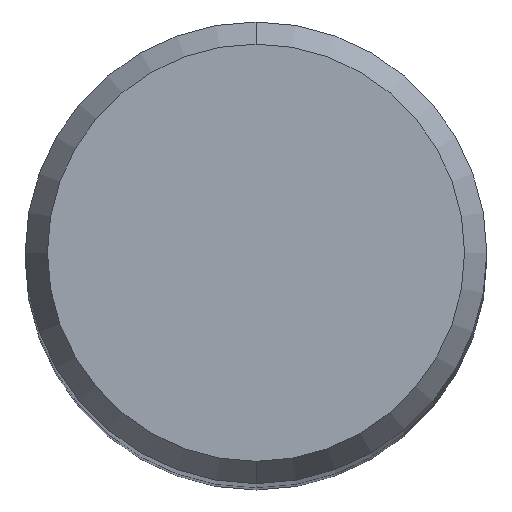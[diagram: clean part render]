
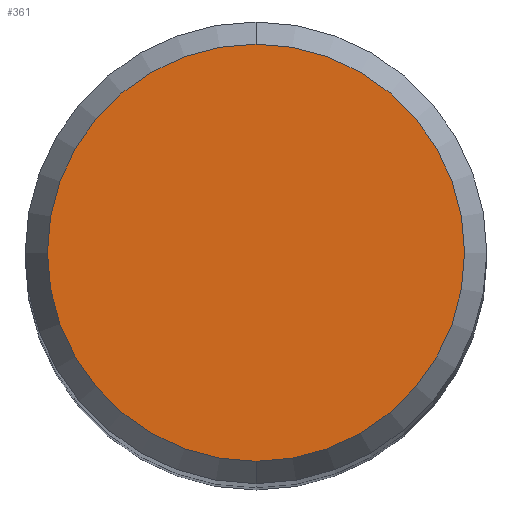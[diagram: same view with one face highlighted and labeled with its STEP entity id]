
A CAD part, top view. The second image highlights one B-rep face of the part: STEP entity #361.
In plain terms, the highlighted planar face has unit normal (0, 0, 1).
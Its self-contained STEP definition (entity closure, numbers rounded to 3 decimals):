
#203=EDGE_CURVE('',#309,#371,#460,.T.);
#215=EDGE_CURVE('',#371,#309,#473,.T.);
#309=VERTEX_POINT('',#576);
#361=ADVANCED_FACE('',(#634),#635,.T.);
#371=VERTEX_POINT('',#645);
#460=CIRCLE('',#835,4.304);
#473=CIRCLE('',#854,4.304);
#576=CARTESIAN_POINT('',(0.,-4.304,0.0));
#634=FACE_OUTER_BOUND('',#1198,.T.);
#635=PLANE('',#1199);
#645=CARTESIAN_POINT('',(0.0,4.304,0.0));
#835=AXIS2_PLACEMENT_3D('',#1312,#1313,#1314);
#854=AXIS2_PLACEMENT_3D('',#1328,#1329,#1330);
#1198=EDGE_LOOP('',(#1514,#1515));
#1199=AXIS2_PLACEMENT_3D('',#1516,#1517,#1518);
#1312=CARTESIAN_POINT('',(0.0,0.0,0.0));
#1313=DIRECTION('',(0.0,0.0,-1.0));
#1314=DIRECTION('',(0.0,1.0,0.0));
#1328=CARTESIAN_POINT('',(0.0,0.0,0.0));
#1329=DIRECTION('',(0.0,0.0,-1.0));
#1330=DIRECTION('',(0.0,1.0,0.0));
#1514=ORIENTED_EDGE('',*,*,#215,.F.);
#1515=ORIENTED_EDGE('',*,*,#203,.F.);
#1516=CARTESIAN_POINT('',(0.0,2.152,0.0));
#1517=DIRECTION('',(-0.0,0.0,1.0));
#1518=DIRECTION('',(0.0,-1.0,0.0));
